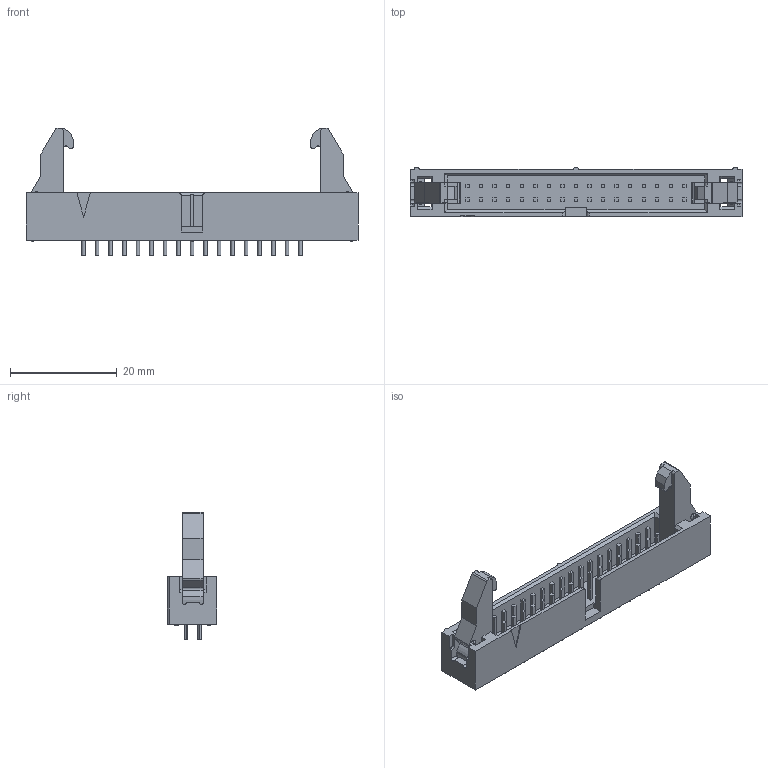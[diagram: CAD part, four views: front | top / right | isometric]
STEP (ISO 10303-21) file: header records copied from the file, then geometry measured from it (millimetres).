
FILE_DESCRIPTION((''),'2;1');
FILE_NAME('C-1-1761686-1','2011-02-15T',('workeradm'),('Tyco Electronics Ltd.'),'PRO/ENGINEER BY PARAMETRIC TECHNOLOGY CORPORATION, 2009300','PRO/ENGINEER BY PARAMETRIC TECHNOLOGY CORPORATION, 2009300','');
FILE_SCHEMA(('AUTOMOTIVE_DESIGN { 1 0 10303 214 1 1 1 1 }'));
Length unit declared in the file: millimetre
Products named in the file (1): C-1-1761686-1
Bounding box: 62.23 x 9.22 x 23.89 mm (x, y, z)
Volume: 3182.7 mm3; surface area: 4732.6 mm2
Topology: 1 solids, 1 shells, 495 faces, 1257 edges, 823 vertices
Faces by surface type: plane 354, cylinder 123, sphere 18
Entity records: 15086 total; most frequent: CARTESIAN_POINT 2701, ORIENTED_EDGE 2478, DIRECTION 2469, EDGE_CURVE 1239, VECTOR 953, LINE 953, VERTEX_POINT 823, AXIS2_PLACEMENT_3D 758
